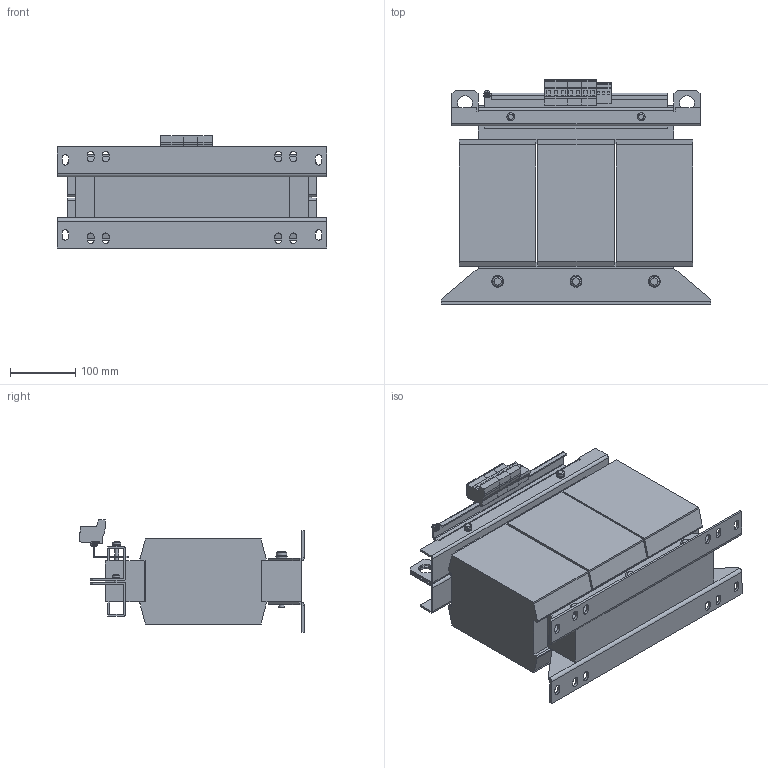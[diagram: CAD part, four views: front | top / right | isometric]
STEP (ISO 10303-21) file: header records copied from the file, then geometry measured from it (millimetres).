
FILE_DESCRIPTION (( 'STEP AP214' ), '1' );
FILE_NAME ('201893.STEP', '2020-05-28T17:22:47', ( '' ), ( '' ), 'SwSTEP 2.0', 'SolidWorks 2018', '' );
FILE_SCHEMA (( 'AUTOMOTIVE_DESIGN' ));
Length unit declared in the file: millimetre
Products named in the file (1): 201893
Bounding box: 412 x 344.15 x 171.55 mm (x, y, z)
Volume: 11322151.3 mm3; surface area: 747186.9 mm2
Topology: 1 solids, 1 shells, 747 faces, 1899 edges, 1191 vertices
Faces by surface type: plane 529, cylinder 168, torus 26, sphere 14, cone 10
Entity records: 22422 total; most frequent: CARTESIAN_POINT 4002, DIRECTION 3804, ORIENTED_EDGE 3794, EDGE_CURVE 1897, VECTOR 1414, LINE 1414, AXIS2_PLACEMENT_3D 1195, VERTEX_POINT 1191
